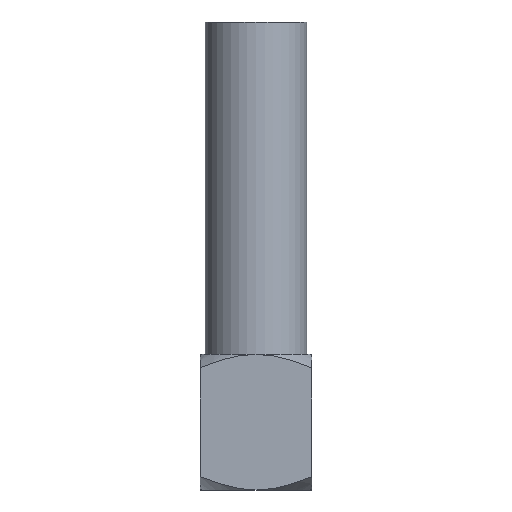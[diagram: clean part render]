
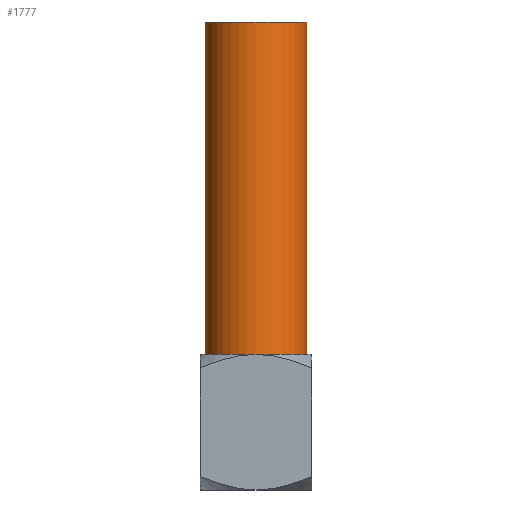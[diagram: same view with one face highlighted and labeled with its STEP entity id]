
A CAD part, front view. The second image highlights one B-rep face of the part: STEP entity #1777.
In plain terms, the highlighted cylindrical face has radius 1.94 mm (diameter 3.879 mm), a partial arc.
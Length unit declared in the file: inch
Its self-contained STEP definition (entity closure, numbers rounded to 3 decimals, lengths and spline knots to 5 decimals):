
#45 = FACE_OUTER_BOUND ( 'NONE', #2384, .T. ) ;
#76 = DIRECTION ( 'NONE',  ( 0., 0., -1. ) ) ;
#108 = ORIENTED_EDGE ( 'NONE', *, *, #818, .T. ) ;
#114 = VERTEX_POINT ( 'NONE', #717 ) ;
#176 = CARTESIAN_POINT ( 'NONE',  ( 0., 0., 0.102 ) ) ;
#296 = EDGE_CURVE ( 'NONE', #437, #2370, #2491, .T. ) ;
#308 = VERTEX_POINT ( 'NONE', #2253 ) ;
#437 = VERTEX_POINT ( 'NONE', #624 ) ;
#549 = CYLINDRICAL_SURFACE ( 'NONE', #2666, 0.07636 ) ;
#567 = CARTESIAN_POINT ( 'NONE',  ( 0., 0., 0.602 ) ) ;
#583 = CARTESIAN_POINT ( 'NONE',  ( -0.07636, 0., 0.602 ) ) ;
#624 = CARTESIAN_POINT ( 'NONE',  ( -0.07636, 0., 0.602 ) ) ;
#717 = CARTESIAN_POINT ( 'NONE',  ( 0.07636, 0., 0.602 ) ) ;
#814 = DIRECTION ( 'NONE',  ( 0., 0., 1. ) ) ;
#818 = EDGE_CURVE ( 'NONE', #2370, #308, #1134, .T. ) ;
#863 = DIRECTION ( 'NONE',  ( -1., 0., 0. ) ) ;
#878 = AXIS2_PLACEMENT_3D ( 'NONE', #2266, #814, #2994 ) ;
#1064 = EDGE_CURVE ( 'NONE', #437, #114, #2252, .T. ) ;
#1134 = CIRCLE ( 'NONE', #2454, 0.07636 ) ;
#1314 = DIRECTION ( 'NONE',  ( -1., 0., 0. ) ) ;
#1371 = LINE ( 'NONE', #2570, #1467 ) ;
#1467 = VECTOR ( 'NONE', #1826, 39.37008 ) ;
#1478 = VECTOR ( 'NONE', #76, 39.37008 ) ;
#1611 = ORIENTED_EDGE ( 'NONE', *, *, #296, .T. ) ;
#1651 = ORIENTED_EDGE ( 'NONE', *, *, #1947, .F. ) ;
#1777 = ADVANCED_FACE ( 'NONE', ( #45 ), #549, .T. ) ;
#1826 = DIRECTION ( 'NONE',  ( 0., 0., -1. ) ) ;
#1947 = EDGE_CURVE ( 'NONE', #114, #308, #1371, .T. ) ;
#1950 = ORIENTED_EDGE ( 'NONE', *, *, #1064, .F. ) ;
#2252 = CIRCLE ( 'NONE', #878, 0.07636 ) ;
#2253 = CARTESIAN_POINT ( 'NONE',  ( 0.07636, 0., 0.102 ) ) ;
#2266 = CARTESIAN_POINT ( 'NONE',  ( 0., 0., 0.602 ) ) ;
#2370 = VERTEX_POINT ( 'NONE', #2944 ) ;
#2384 = EDGE_LOOP ( 'NONE', ( #1651, #1950, #1611, #108 ) ) ;
#2454 = AXIS2_PLACEMENT_3D ( 'NONE', #176, #2835, #863 ) ;
#2491 = LINE ( 'NONE', #583, #1478 ) ;
#2492 = DIRECTION ( 'NONE',  ( 0., 0., -1. ) ) ;
#2570 = CARTESIAN_POINT ( 'NONE',  ( 0.07636, 0., 0.602 ) ) ;
#2666 = AXIS2_PLACEMENT_3D ( 'NONE', #567, #2492, #1314 ) ;
#2835 = DIRECTION ( 'NONE',  ( 0., 0., 1. ) ) ;
#2944 = CARTESIAN_POINT ( 'NONE',  ( -0.07636, 0., 0.102 ) ) ;
#2994 = DIRECTION ( 'NONE',  ( 1., 0., 0. ) ) ;
